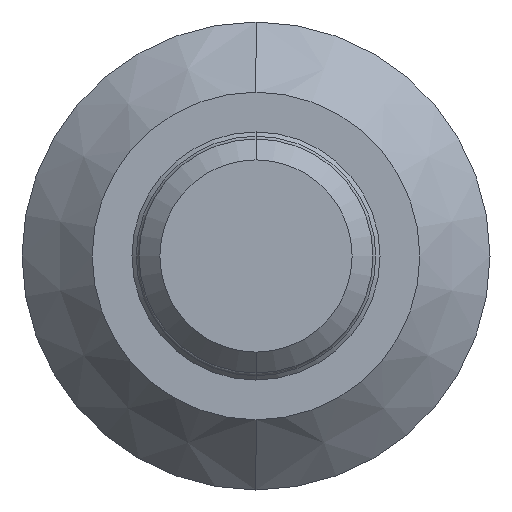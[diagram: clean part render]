
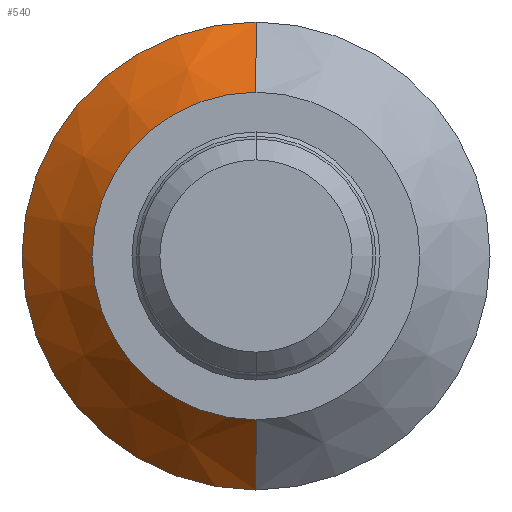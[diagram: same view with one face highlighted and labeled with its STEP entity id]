
A CAD part, front view. The second image highlights one B-rep face of the part: STEP entity #540.
In plain terms, the highlighted conical face has half-angle 45 degrees and reference radius 3.5 mm.
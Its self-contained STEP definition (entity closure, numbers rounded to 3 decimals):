
#1 = CARTESIAN_POINT ( 'NONE',  ( 0., 19.5, -3.5 ) ) ;
#79 = VERTEX_POINT ( 'NONE', #339 ) ;
#115 = ORIENTED_EDGE ( 'NONE', *, *, #877, .T. ) ;
#126 = EDGE_CURVE ( 'NONE', #614, #352, #332, .T. ) ;
#157 = LINE ( 'NONE', #1091, #444 ) ;
#198 = CARTESIAN_POINT ( 'NONE',  ( 0., 19.5, 0. ) ) ;
#199 = CARTESIAN_POINT ( 'NONE',  ( 0., 18., 0. ) ) ;
#212 = CIRCLE ( 'NONE', #861, 5. ) ;
#277 = DIRECTION ( 'NONE',  ( 0., -1., 0. ) ) ;
#283 = DIRECTION ( 'NONE',  ( 0., -1., 0. ) ) ;
#297 = ORIENTED_EDGE ( 'NONE', *, *, #126, .F. ) ;
#298 = VERTEX_POINT ( 'NONE', #314 ) ;
#314 = CARTESIAN_POINT ( 'NONE',  ( 0., 19.5, 3.5 ) ) ;
#332 = LINE ( 'NONE', #1, #738 ) ;
#339 = CARTESIAN_POINT ( 'NONE',  ( 0., 18., 5. ) ) ;
#352 = VERTEX_POINT ( 'NONE', #1042 ) ;
#381 = DIRECTION ( 'NONE',  ( 0., 1., 0. ) ) ;
#402 = ORIENTED_EDGE ( 'NONE', *, *, #1095, .F. ) ;
#444 = VECTOR ( 'NONE', #744, 1000. ) ;
#456 = ORIENTED_EDGE ( 'NONE', *, *, #1063, .F. ) ;
#466 = EDGE_LOOP ( 'NONE', ( #456, #115, #402, #297 ) ) ;
#540 = ADVANCED_FACE ( 'NONE', ( #594 ), #753, .T. ) ;
#552 = AXIS2_PLACEMENT_3D ( 'NONE', #198, #277, #725 ) ;
#594 = FACE_OUTER_BOUND ( 'NONE', #466, .T. ) ;
#614 = VERTEX_POINT ( 'NONE', #615 ) ;
#615 = CARTESIAN_POINT ( 'NONE',  ( 0., 19.5, -3.5 ) ) ;
#689 = DIRECTION ( 'NONE',  ( 0., -0.707, -0.707 ) ) ;
#705 = AXIS2_PLACEMENT_3D ( 'NONE', #819, #381, #823 ) ;
#725 = DIRECTION ( 'NONE',  ( 0., 0., -1. ) ) ;
#738 = VECTOR ( 'NONE', #689, 1000. ) ;
#744 = DIRECTION ( 'NONE',  ( 0., -0.707, 0.707 ) ) ;
#753 = CONICAL_SURFACE ( 'NONE', #552, 3.5, 0.785 ) ;
#819 = CARTESIAN_POINT ( 'NONE',  ( 0., 19.5, 0. ) ) ;
#823 = DIRECTION ( 'NONE',  ( 0., 0., -1. ) ) ;
#861 = AXIS2_PLACEMENT_3D ( 'NONE', #199, #283, #1065 ) ;
#877 = EDGE_CURVE ( 'NONE', #298, #79, #157, .T. ) ;
#1042 = CARTESIAN_POINT ( 'NONE',  ( 0., 18., -5. ) ) ;
#1054 = CIRCLE ( 'NONE', #705, 3.5 ) ;
#1063 = EDGE_CURVE ( 'NONE', #298, #614, #1054, .T. ) ;
#1065 = DIRECTION ( 'NONE',  ( 0., 0., -1. ) ) ;
#1091 = CARTESIAN_POINT ( 'NONE',  ( 0., 19.5, 3.5 ) ) ;
#1095 = EDGE_CURVE ( 'NONE', #352, #79, #212, .T. ) ;
